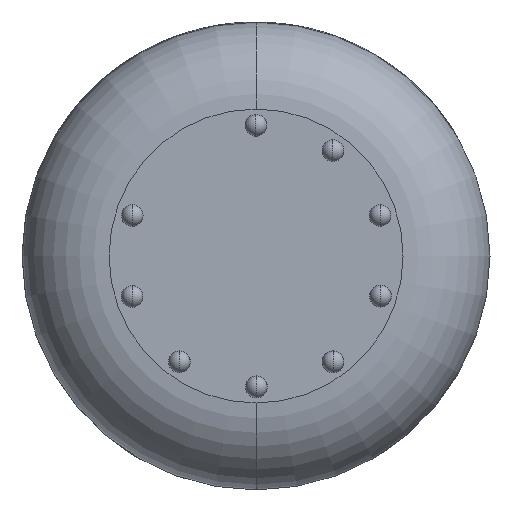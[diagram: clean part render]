
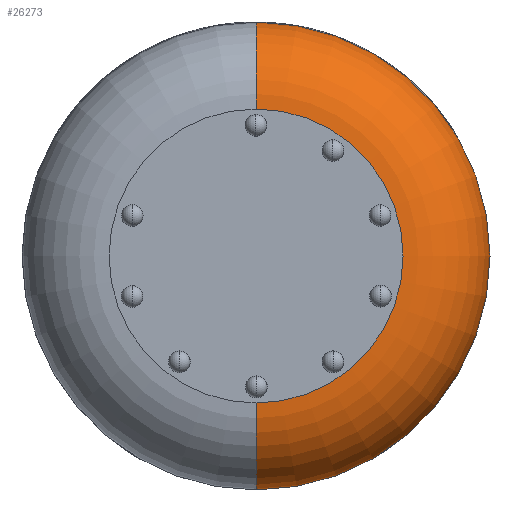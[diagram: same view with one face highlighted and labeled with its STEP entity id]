
A CAD part, left-side view. The second image highlights one B-rep face of the part: STEP entity #26273.
In plain terms, the highlighted toroidal (fillet/blend) face has major radius 6.765 mm and minor radius 4 mm.
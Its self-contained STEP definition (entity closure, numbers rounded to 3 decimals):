
#1379 = AXIS2_PLACEMENT_3D ( 'NONE', #6760, #32669, #11905 ) ;
#2271 = EDGE_CURVE ( 'NONE', #3485, #9084, #3156, .T. ) ;
#2281 = CARTESIAN_POINT ( 'NONE',  ( 0., 0., 0. ) ) ;
#2594 = EDGE_CURVE ( 'NONE', #9985, #9084, #31910, .T. ) ;
#3156 = CIRCLE ( 'NONE', #9903, 10.765 ) ;
#3485 = VERTEX_POINT ( 'NONE', #4486 ) ;
#4486 = CARTESIAN_POINT ( 'NONE',  ( 0., 4., 10.765 ) ) ;
#5025 = CARTESIAN_POINT ( 'NONE',  ( 0., 4., 0. ) ) ;
#6760 = CARTESIAN_POINT ( 'NONE',  ( 0., 4., 6.765 ) ) ;
#7105 = AXIS2_PLACEMENT_3D ( 'NONE', #20706, #7527, #20367 ) ;
#7325 = ORIENTED_EDGE ( 'NONE', *, *, #2271, .F. ) ;
#7527 = DIRECTION ( 'NONE',  ( 1., 0., 0. ) ) ;
#7669 = CARTESIAN_POINT ( 'NONE',  ( 0., 0., -6.765 ) ) ;
#8625 = EDGE_LOOP ( 'NONE', ( #30138, #30731, #7325, #26897 ) ) ;
#9084 = VERTEX_POINT ( 'NONE', #25812 ) ;
#9846 = CARTESIAN_POINT ( 'NONE',  ( 0., 0., 6.765 ) ) ;
#9903 = AXIS2_PLACEMENT_3D ( 'NONE', #17388, #30326, #19848 ) ;
#9985 = VERTEX_POINT ( 'NONE', #7669 ) ;
#10389 = DIRECTION ( 'NONE',  ( 0., 1., 0. ) ) ;
#11905 = DIRECTION ( 'NONE',  ( 0., 0., 1. ) ) ;
#12446 = DIRECTION ( 'NONE',  ( 0., 0., 1. ) ) ;
#14791 = CIRCLE ( 'NONE', #1379, 4. ) ;
#15125 = AXIS2_PLACEMENT_3D ( 'NONE', #2281, #17685, #12446 ) ;
#17388 = CARTESIAN_POINT ( 'NONE',  ( 0., 4., 0. ) ) ;
#17685 = DIRECTION ( 'NONE',  ( 0., -1., 0. ) ) ;
#19722 = FACE_OUTER_BOUND ( 'NONE', #8625, .T. ) ;
#19848 = DIRECTION ( 'NONE',  ( 0., 0., 1. ) ) ;
#20325 = CIRCLE ( 'NONE', #15125, 6.765 ) ;
#20367 = DIRECTION ( 'NONE',  ( 0., 0., -1. ) ) ;
#20527 = DIRECTION ( 'NONE',  ( 0., 0., 1. ) ) ;
#20706 = CARTESIAN_POINT ( 'NONE',  ( 0., 4., -6.765 ) ) ;
#23735 = TOROIDAL_SURFACE ( 'NONE', #30205, 6.765, 4. ) ;
#25812 = CARTESIAN_POINT ( 'NONE',  ( 0., 4., -10.765 ) ) ;
#26273 = ADVANCED_FACE ( 'NONE', ( #19722 ), #23735, .T. ) ;
#26897 = ORIENTED_EDGE ( 'NONE', *, *, #28923, .F. ) ;
#27702 = VERTEX_POINT ( 'NONE', #9846 ) ;
#28923 = EDGE_CURVE ( 'NONE', #27702, #3485, #14791, .T. ) ;
#30138 = ORIENTED_EDGE ( 'NONE', *, *, #31939, .F. ) ;
#30205 = AXIS2_PLACEMENT_3D ( 'NONE', #5025, #10389, #20527 ) ;
#30326 = DIRECTION ( 'NONE',  ( 0., 1., 0. ) ) ;
#30731 = ORIENTED_EDGE ( 'NONE', *, *, #2594, .T. ) ;
#31910 = CIRCLE ( 'NONE', #7105, 4. ) ;
#31939 = EDGE_CURVE ( 'NONE', #9985, #27702, #20325, .T. ) ;
#32669 = DIRECTION ( 'NONE',  ( -1., 0., 0. ) ) ;
